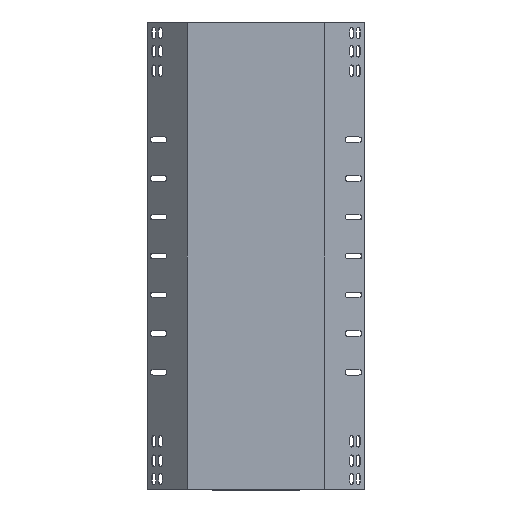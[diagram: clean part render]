
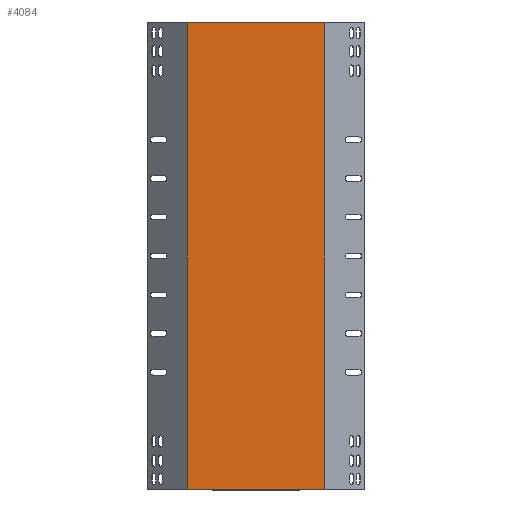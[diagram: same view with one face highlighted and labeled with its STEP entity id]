
A CAD part, front view. The second image highlights one B-rep face of the part: STEP entity #4084.
In plain terms, the highlighted planar face has unit normal (0, -1, 0).
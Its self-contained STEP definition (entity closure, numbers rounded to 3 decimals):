
#409 = DIRECTION ( 'NONE',  ( 1., 0., 0. ) ) ;
#547 = CARTESIAN_POINT ( 'NONE',  ( -111.853, -23.927, 275.8 ) ) ;
#953 = EDGE_CURVE ( 'NONE', #4491, #6112, #8268, .T. ) ;
#1175 = DIRECTION ( 'NONE',  ( 0., 0., 1. ) ) ;
#1188 = DIRECTION ( 'NONE',  ( 0., 1., 0. ) ) ;
#1211 = CARTESIAN_POINT ( 'NONE',  ( -110.618, -23.927, 275. ) ) ;
#1273 = PLANE ( 'NONE',  #5902 ) ;
#1621 = VERTEX_POINT ( 'NONE', #7033 ) ;
#1987 = CARTESIAN_POINT ( 'NONE',  ( 66.713, -23.927, -325.8 ) ) ;
#3199 = VERTEX_POINT ( 'NONE', #4376 ) ;
#4084 = ADVANCED_FACE ( 'NONE', ( #6183 ), #1273, .F. ) ;
#4376 = CARTESIAN_POINT ( 'NONE',  ( 66.713, -23.927, 275.8 ) ) ;
#4491 = VERTEX_POINT ( 'NONE', #6560 ) ;
#5180 = LINE ( 'NONE', #9196, #10231 ) ;
#5902 = AXIS2_PLACEMENT_3D ( 'NONE', #1211, #1188, #1175 ) ;
#6112 = VERTEX_POINT ( 'NONE', #1987 ) ;
#6183 = FACE_OUTER_BOUND ( 'NONE', #7615, .T. ) ;
#6560 = CARTESIAN_POINT ( 'NONE',  ( -110.949, -23.927, -325.8 ) ) ;
#6754 = VECTOR ( 'NONE', #409, 1000. ) ;
#6784 = LINE ( 'NONE', #547, #6754 ) ;
#7033 = CARTESIAN_POINT ( 'NONE',  ( -110.949, -23.927, 275.8 ) ) ;
#7615 = EDGE_LOOP ( 'NONE', ( #7932, #7954, #7975, #8013 ) ) ;
#7932 = ORIENTED_EDGE ( 'NONE', *, *, #953, .T. ) ;
#7954 = ORIENTED_EDGE ( 'NONE', *, *, #10272, .T. ) ;
#7975 = ORIENTED_EDGE ( 'NONE', *, *, #9170, .F. ) ;
#8013 = ORIENTED_EDGE ( 'NONE', *, *, #8539, .F. ) ;
#8235 = VECTOR ( 'NONE', #8552, 1000. ) ;
#8268 = LINE ( 'NONE', #8565, #8235 ) ;
#8417 = DIRECTION ( 'NONE',  ( 0., 0., 1. ) ) ;
#8456 = CARTESIAN_POINT ( 'NONE',  ( 66.713, -23.927, -325.612 ) ) ;
#8539 = EDGE_CURVE ( 'NONE', #4491, #1621, #5180, .T. ) ;
#8552 = DIRECTION ( 'NONE',  ( 1., 0., 0. ) ) ;
#8565 = CARTESIAN_POINT ( 'NONE',  ( -111.853, -23.927, -325.8 ) ) ;
#8953 = LINE ( 'NONE', #8456, #8987 ) ;
#8987 = VECTOR ( 'NONE', #8417, 1000. ) ;
#9170 = EDGE_CURVE ( 'NONE', #1621, #3199, #6784, .T. ) ;
#9196 = CARTESIAN_POINT ( 'NONE',  ( -110.949, -23.927, -325.612 ) ) ;
#10140 = DIRECTION ( 'NONE',  ( 0., 0., 1. ) ) ;
#10231 = VECTOR ( 'NONE', #10140, 1000. ) ;
#10272 = EDGE_CURVE ( 'NONE', #6112, #3199, #8953, .T. ) ;
